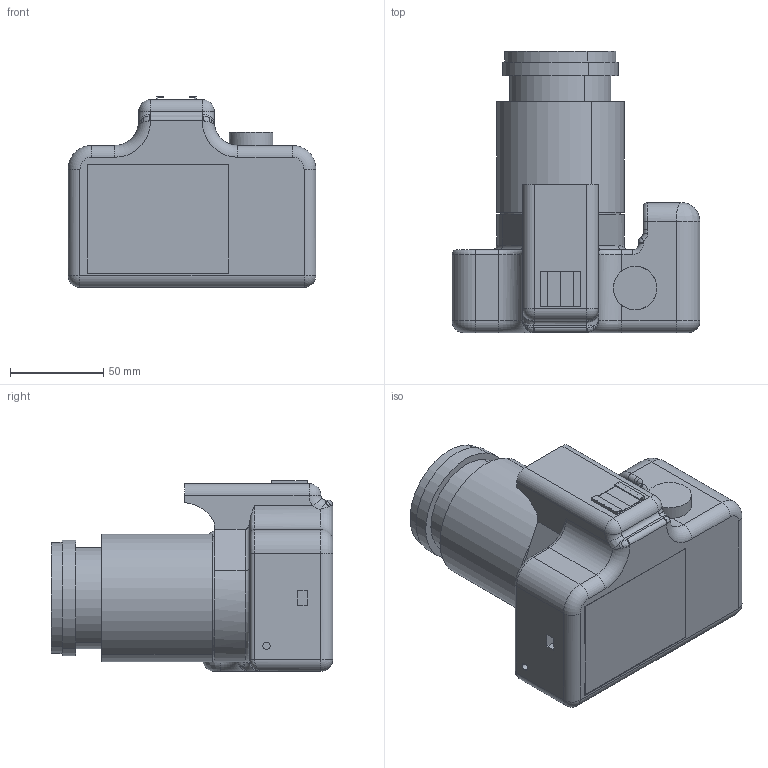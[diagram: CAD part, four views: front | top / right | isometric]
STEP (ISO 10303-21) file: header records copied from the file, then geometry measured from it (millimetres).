
FILE_DESCRIPTION(('CATIA V5 STEP Exchange'),'2;1');
FILE_NAME('Canon_Rebel_T3i.stp','2013-08-24T06:31:36+00:00',('none'),('none'),'CATIA Version 5 Release 19 SP 6 (IN-10)','CATIA V5 STEP AP203','none');
FILE_SCHEMA(('CONFIG_CONTROL_DESIGN'));
Length unit declared in the file: millimetre
Products named in the file (1): Canon_Rebel_T3i
Bounding box: 133.1 x 151.13 x 102.36 mm (x, y, z)
Volume: 889348.2 mm3; surface area: 81479 mm2
Topology: 2 solids, 2 shells, 183 faces, 434 edges, 258 vertices
Faces by surface type: cylinder 71, plane 65, torus 20, bspline 19, sphere 5, revolution 3
Entity records: 6600 total; most frequent: CARTESIAN_POINT 2707, ORIENTED_EDGE 850, DIRECTION 643, EDGE_CURVE 425, AXIS2_PLACEMENT_3D 294, VERTEX_POINT 258, VECTOR 207, LINE 207
